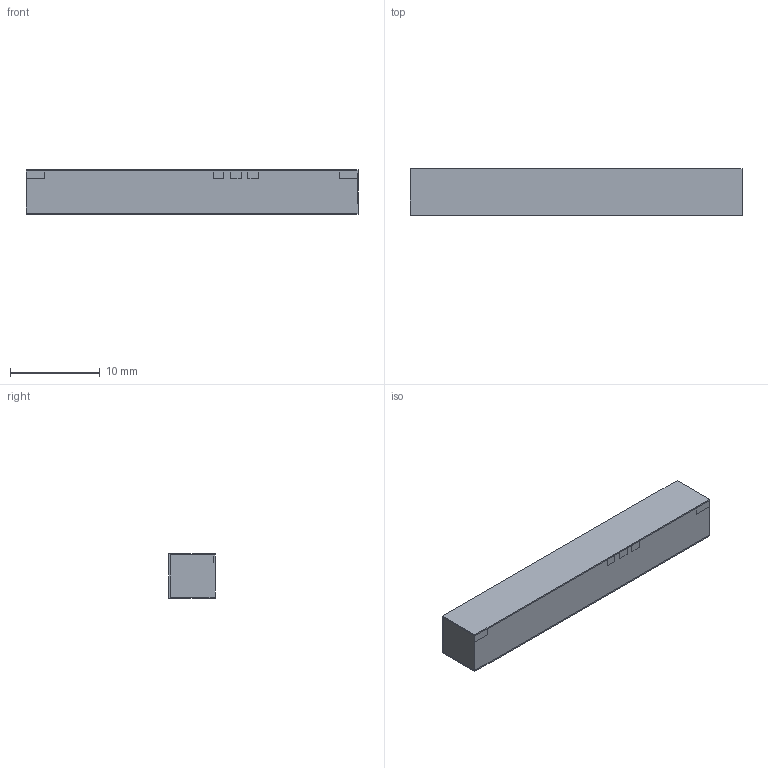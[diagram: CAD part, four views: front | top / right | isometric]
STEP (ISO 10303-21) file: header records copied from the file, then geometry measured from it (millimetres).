
FILE_DESCRIPTION (( 'STEP AP214' ), '1' );
FILE_NAME ('ANT-LTE-CER-T.STEP', '2020-11-01T04:39:38', ( '' ), ( '' ), 'SwSTEP 2.0', 'SolidWorks 2017', '' );
FILE_SCHEMA (( 'AUTOMOTIVE_DESIGN' ));
Length unit declared in the file: millimetre
Products named in the file (1): ANT-LTE-CER-T
Bounding box: 37 x 5.15 x 5 mm (x, y, z)
Volume: 952.8 mm3; surface area: 1907.8 mm2
Topology: 7 solids, 7 shells, 64 faces, 150 edges, 100 vertices
Faces by surface type: plane 64
Entity records: 1882 total; most frequent: CARTESIAN_POINT 315, ORIENTED_EDGE 300, DIRECTION 280, VECTOR 150, EDGE_CURVE 150, LINE 150, VERTEX_POINT 100, AXIS2_PLACEMENT_3D 65
